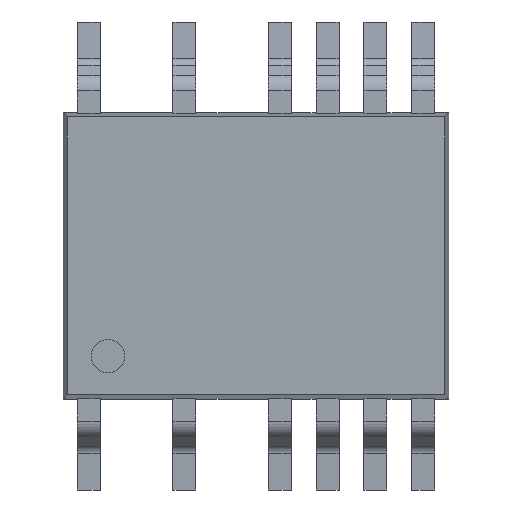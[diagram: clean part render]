
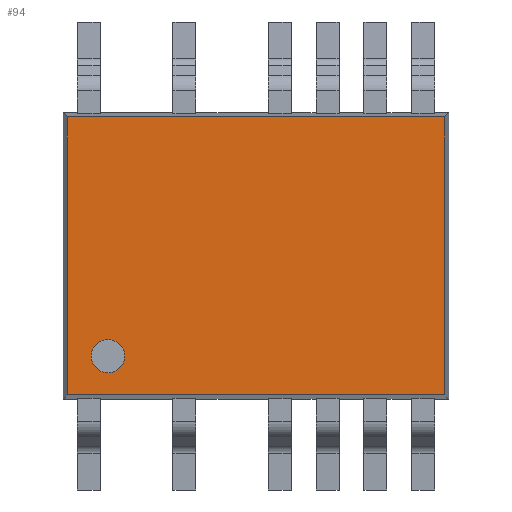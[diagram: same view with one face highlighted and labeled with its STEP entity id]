
A CAD part, top view. The second image highlights one B-rep face of the part: STEP entity #94.
In plain terms, the highlighted planar face has unit normal (0, 0, 1).
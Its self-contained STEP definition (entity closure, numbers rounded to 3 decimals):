
#35 = VERTEX_POINT('',#36);
#36 = CARTESIAN_POINT('',(-1.55,-1.225,0.9));
#42 = EDGE_CURVE('',#43,#35,#45,.T.);
#43 = VERTEX_POINT('',#44);
#44 = CARTESIAN_POINT('',(-1.55,-0.875,0.9));
#45 = CIRCLE('',#46,0.175);
#46 = AXIS2_PLACEMENT_3D('',#47,#48,#49);
#47 = CARTESIAN_POINT('',(-1.55,-1.05,0.9));
#48 = DIRECTION('',(0.,0.,1.));
#49 = DIRECTION('',(0.,-1.,0.));
#74 = EDGE_CURVE('',#35,#43,#75,.T.);
#75 = CIRCLE('',#76,0.175);
#76 = AXIS2_PLACEMENT_3D('',#77,#78,#79);
#77 = CARTESIAN_POINT('',(-1.55,-1.05,0.9));
#78 = DIRECTION('',(0.,0.,1.));
#79 = DIRECTION('',(0.,-1.,0.));
#94 = ADVANCED_FACE('',(#95,#99),#133,.F.);
#95 = FACE_BOUND('',#96,.T.);
#96 = EDGE_LOOP('',(#97,#98));
#97 = ORIENTED_EDGE('',*,*,#74,.F.);
#98 = ORIENTED_EDGE('',*,*,#42,.F.);
#99 = FACE_BOUND('',#100,.T.);
#100 = EDGE_LOOP('',(#101,#111,#119,#127));
#101 = ORIENTED_EDGE('',*,*,#102,.T.);
#102 = EDGE_CURVE('',#103,#105,#107,.T.);
#103 = VERTEX_POINT('',#104);
#104 = CARTESIAN_POINT('',(1.974,-1.455,0.9));
#105 = VERTEX_POINT('',#106);
#106 = CARTESIAN_POINT('',(1.974,1.455,0.9));
#107 = LINE('',#108,#109);
#108 = CARTESIAN_POINT('',(1.974,1.5,0.9));
#109 = VECTOR('',#110,1.);
#110 = DIRECTION('',(0.,1.,0.));
#111 = ORIENTED_EDGE('',*,*,#112,.T.);
#112 = EDGE_CURVE('',#105,#113,#115,.T.);
#113 = VERTEX_POINT('',#114);
#114 = CARTESIAN_POINT('',(-1.974,1.455,0.9));
#115 = LINE('',#116,#117);
#116 = CARTESIAN_POINT('',(2.02,1.455,0.9));
#117 = VECTOR('',#118,1.);
#118 = DIRECTION('',(-1.,0.,0.));
#119 = ORIENTED_EDGE('',*,*,#120,.T.);
#120 = EDGE_CURVE('',#113,#121,#123,.T.);
#121 = VERTEX_POINT('',#122);
#122 = CARTESIAN_POINT('',(-1.974,-1.455,0.9));
#123 = LINE('',#124,#125);
#124 = CARTESIAN_POINT('',(-1.974,1.5,0.9));
#125 = VECTOR('',#126,1.);
#126 = DIRECTION('',(0.,-1.,0.));
#127 = ORIENTED_EDGE('',*,*,#128,.T.);
#128 = EDGE_CURVE('',#121,#103,#129,.T.);
#129 = LINE('',#130,#131);
#130 = CARTESIAN_POINT('',(2.02,-1.455,0.9));
#131 = VECTOR('',#132,1.);
#132 = DIRECTION('',(1.,0.,0.));
#133 = PLANE('',#134);
#134 = AXIS2_PLACEMENT_3D('',#135,#136,#137);
#135 = CARTESIAN_POINT('',(2.02,1.5,0.9));
#136 = DIRECTION('',(0.,0.,-1.));
#137 = DIRECTION('',(0.,1.,0.));
